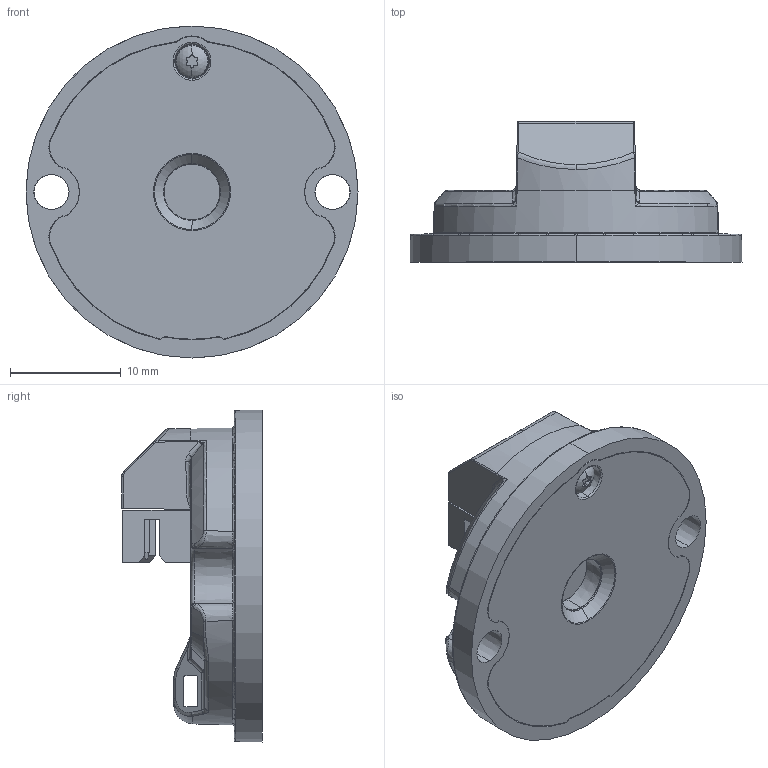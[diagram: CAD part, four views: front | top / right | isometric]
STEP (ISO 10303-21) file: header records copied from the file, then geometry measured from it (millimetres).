
FILE_DESCRIPTION (( 'STEP AP214' ), '1' );
FILE_NAME ('EOS1-003.STEP', '2015-11-19T18:40:50', ( '' ), ( '' ), 'SwSTEP 2.0', 'SolidWorks 2015', '' );
FILE_SCHEMA (( 'AUTOMOTIVE_DESIGN' ));
Length unit declared in the file: inch
Products named in the file (1): EOS1-003
Bounding box: 30 x 12.7 x 30 mm (x, y, z)
Surface area: 3073.7 mm2 (no closed solid volume)
Topology: 0 solids, 9 shells, 477 faces, 1437 edges, 925 vertices
Faces by surface type: cylinder 187, plane 146, bspline 64, cone 40, torus 32, sphere 8
Entity records: 23741 total; most frequent: CARTESIAN_POINT 5932, ORIENTED_EDGE 2503, DIRECTION 2165, EDGE_CURVE 1425, VERTEX_POINT 925, AXIS2_PLACEMENT_3D 749, LINE 667, VECTOR 667
